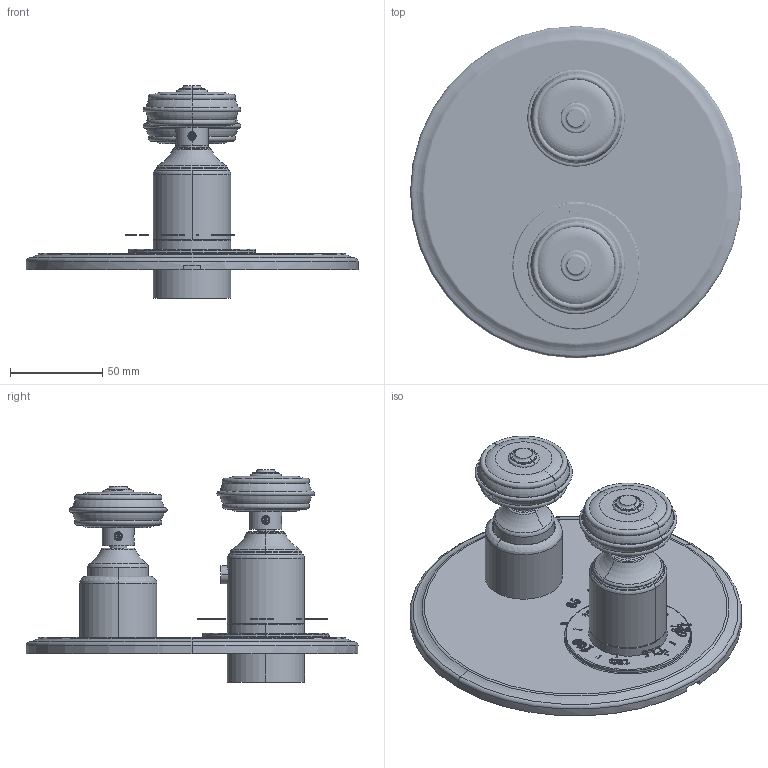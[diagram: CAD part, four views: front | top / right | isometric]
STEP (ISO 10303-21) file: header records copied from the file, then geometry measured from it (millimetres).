
FILE_DESCRIPTION((''),'2;1');
FILE_NAME('3-803TR_ASM','2016-04-01T',('rsmith'),(''),'PRO/ENGINEER BY PARAMETRIC TECHNOLOGY CORPORATION, 2013150','PRO/ENGINEER BY PARAMETRIC TECHNOLOGY CORPORATION, 2013150','');
FILE_SCHEMA(('CONFIG_CONTROL_DESIGN'));
Products named in the file (22): 12346_AF1; H-78_2_FEET_AF2; 91678; 2-994_AF1_ASM; 12358; 91249; 91080; 2-989_ASM; 91308; 12344; 12345_AF2; 12352; 12353; 92849; 92137; 91246; 2-991_ASM; 10935; 92000; 2-261_ASM; 92113; 3-803TR_ASM
Assembly tree (24 placements, depth 3):
  3-803TR_ASM
    2-994_AF1_ASM
      12346_AF1
      H-78_2_FEET_AF2
      91678
    2-989_ASM
      12358
      91249
      91080
    91308
    12344
    12345_AF2
    2-991_ASM
      12352
      12353
      92849
      92137
      91246
    2-261_ASM  x2
      10935
      92000
    92113  x2
Bounding box: 180 x 180 x 115.06 mm (x, y, z)
Volume: 192983.3 mm3; surface area: 185589.9 mm2
Topology: 22 solids, 676 shells, 2671 faces, 8752 edges, 6858 vertices
Faces by surface type: plane 885, cylinder 576, extrusion 483, bspline 388, torus 174, cone 149, revolution 8, sphere 8
Entity records: 120760 total; most frequent: CARTESIAN_POINT 61832, ORIENTED_EDGE 11539, DIRECTION 8978, EDGE_CURVE 7553, VERTEX_POINT 6097, VECTOR 3776, B_SPLINE_CURVE_WITH_KNOTS 3669, LINE 3293
